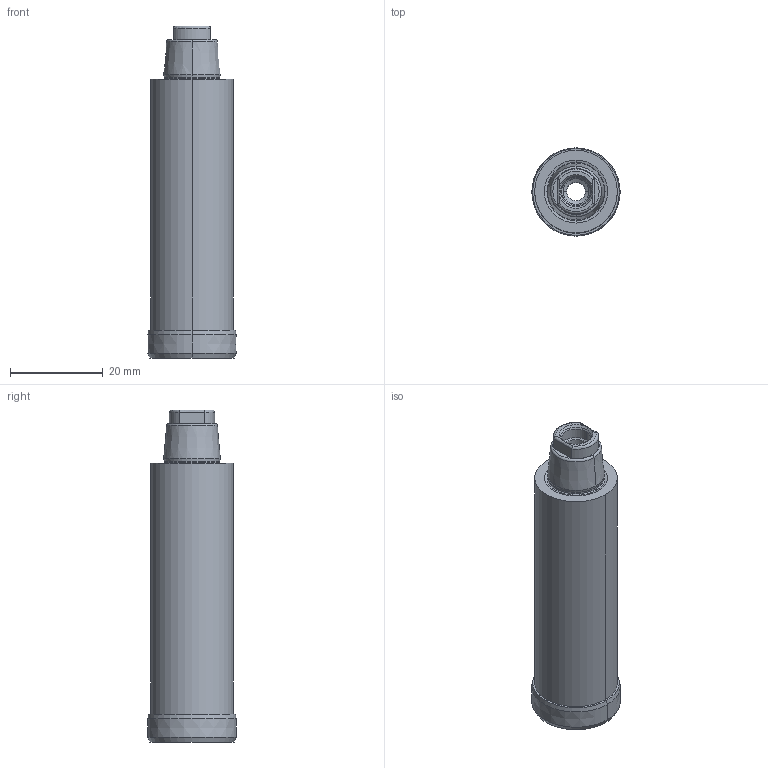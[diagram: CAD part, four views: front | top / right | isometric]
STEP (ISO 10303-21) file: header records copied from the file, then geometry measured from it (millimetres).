
FILE_DESCRIPTION((''),'2;1');
FILE_NAME('DEX','2022-11-30T13:49:04',('burgerk1'),(''),'CREO PARAMETRIC BY PTC INC, 2021184','CREO PARAMETRIC BY PTC INC, 2021184','');
FILE_SCHEMA(('AP242_MANAGED_MODEL_BASED_3D_ENGINEERING_MIM_LF { 1 0 10303 442 1 1 4 }'));
Length unit declared in the file: millimetre
Products named in the file (1): DEX
Bounding box: 19.02 x 19.02 x 71.45 mm (x, y, z)
Volume: 15040.2 mm3; surface area: 5236.7 mm2
Topology: 1 solids, 1 shells, 57 faces, 127 edges, 74 vertices
Faces by surface type: cone 24, cylinder 16, plane 9, torus 6, bspline 2
Entity records: 2296 total; most frequent: CARTESIAN_POINT 460, DIRECTION 305, ORIENTED_EDGE 246, PRESENTATION_STYLE_ASSIGNMENT 133, STYLED_ITEM 129, CURVE_STYLE 128, AXIS2_PLACEMENT_3D 126, EDGE_CURVE 123
